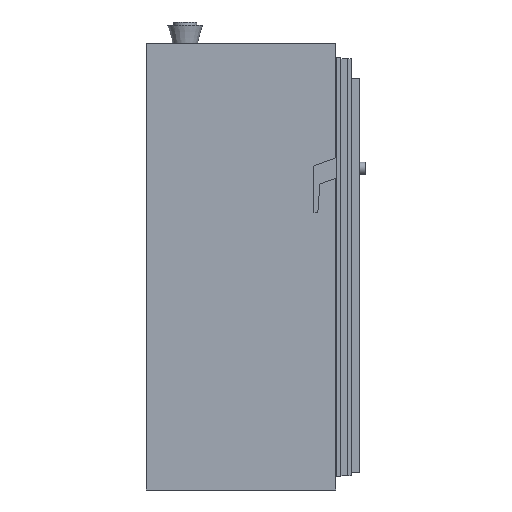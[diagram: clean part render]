
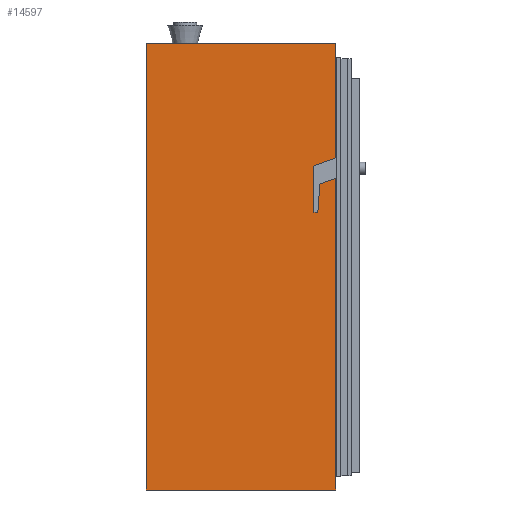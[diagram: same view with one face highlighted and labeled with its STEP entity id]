
A CAD part, left-side view. The second image highlights one B-rep face of the part: STEP entity #14597.
In plain terms, the highlighted planar face has unit normal (-1, 0, 0).
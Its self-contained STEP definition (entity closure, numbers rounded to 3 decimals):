
#756=FACE_OUTER_BOUND('',#1575,.T.);
#1575=EDGE_LOOP('',(#9394,#9395,#9396,#9397));
#2568=LINE('',#19753,#4223);
#2571=LINE('',#19759,#4226);
#2572=LINE('',#19761,#4227);
#2573=LINE('',#19762,#4228);
#4223=VECTOR('',#16529,10.);
#4226=VECTOR('',#16534,10.);
#4227=VECTOR('',#16535,10.);
#4228=VECTOR('',#16536,10.);
#5832=VERTEX_POINT('',#19750);
#5833=VERTEX_POINT('',#19752);
#5835=VERTEX_POINT('',#19758);
#5836=VERTEX_POINT('',#19760);
#7222=EDGE_CURVE('',#5832,#5833,#2568,.T.);
#7225=EDGE_CURVE('',#5835,#5832,#2571,.T.);
#7226=EDGE_CURVE('',#5836,#5835,#2572,.T.);
#7227=EDGE_CURVE('',#5833,#5836,#2573,.T.);
#9394=ORIENTED_EDGE('',*,*,#7225,.F.);
#9395=ORIENTED_EDGE('',*,*,#7226,.F.);
#9396=ORIENTED_EDGE('',*,*,#7227,.F.);
#9397=ORIENTED_EDGE('',*,*,#7222,.F.);
#13195=PLANE('',#15522);
#14597=ADVANCED_FACE('',(#756),#13195,.T.);
#15522=AXIS2_PLACEMENT_3D('',#19757,#16532,#16533);
#16529=DIRECTION('',(0.,0.,1.));
#16532=DIRECTION('center_axis',(-1.,0.,0.));
#16533=DIRECTION('ref_axis',(0.,0.,-1.));
#16534=DIRECTION('',(0.,1.,0.));
#16535=DIRECTION('',(0.,0.,-1.));
#16536=DIRECTION('',(0.,-1.,0.));
#19750=CARTESIAN_POINT('',(-298.75,307.75,-725.));
#19752=CARTESIAN_POINT('',(-298.75,307.75,725.));
#19753=CARTESIAN_POINT('',(-298.75,307.75,725.));
#19757=CARTESIAN_POINT('Origin',(-298.75,0.,725.));
#19758=CARTESIAN_POINT('',(-298.75,-307.75,-725.));
#19759=CARTESIAN_POINT('',(-298.75,0.,-725.));
#19760=CARTESIAN_POINT('',(-298.75,-307.75,725.));
#19761=CARTESIAN_POINT('',(-298.75,-307.75,725.));
#19762=CARTESIAN_POINT('',(-298.75,0.,725.));
